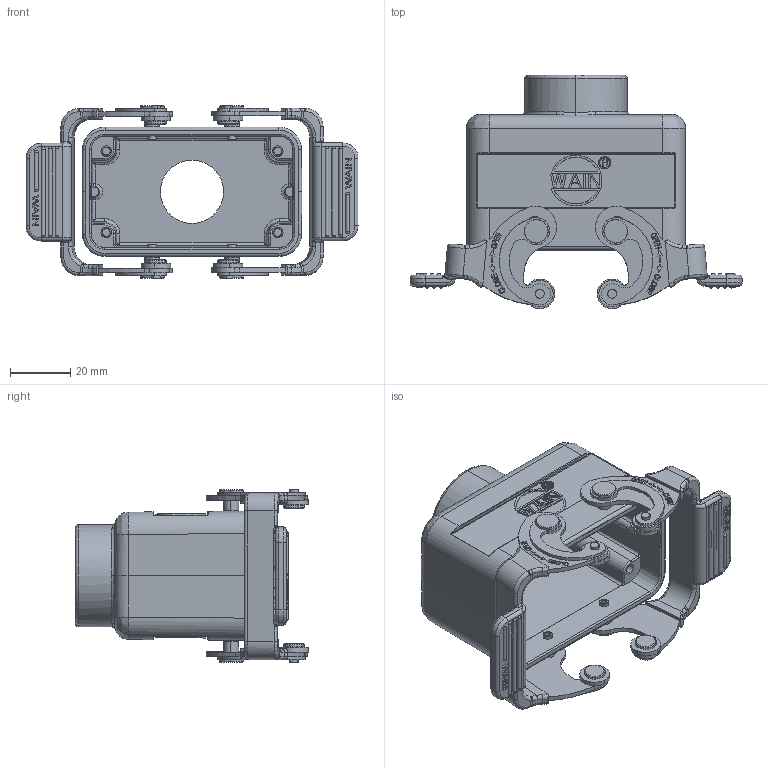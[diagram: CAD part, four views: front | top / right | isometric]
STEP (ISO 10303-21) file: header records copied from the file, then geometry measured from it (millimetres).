
FILE_DESCRIPTION((''),'2;1');
FILE_NAME('MSBR-1','2020-09-29T',('f.li'),(''),'PRO/ENGINEER BY PARAMETRIC TECHNOLOGY CORPORATION, 2012480','PRO/ENGINEER BY PARAMETRIC TECHNOLOGY CORPORATION, 2012480','');
FILE_SCHEMA(('CONFIG_CONTROL_DESIGN'));
Products named in the file (1): MSBR-1
Bounding box: 110.3 x 77.5 x 57.5 mm (x, y, z)
Volume: 59348.4 mm3; surface area: 39660.6 mm2
Topology: 1 solids, 1 shells, 1608 faces, 4213 edges, 2769 vertices
Faces by surface type: plane 810, cylinder 338, extrusion 162, bspline 114, torus 80, cone 68, sphere 36
Entity records: 57924 total; most frequent: CARTESIAN_POINT 18955, ORIENTED_EDGE 8398, DIRECTION 7426, EDGE_CURVE 4199, VERTEX_POINT 2769, VECTOR 2538, AXIS2_PLACEMENT_3D 2444, LINE 2376
